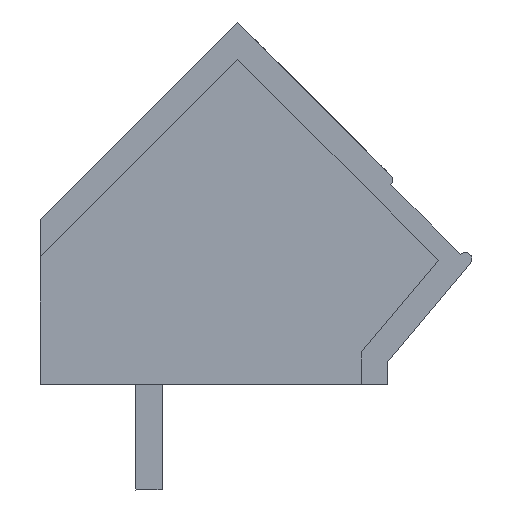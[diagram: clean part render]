
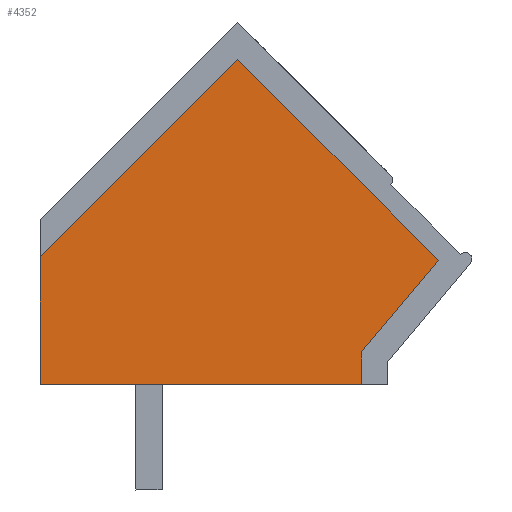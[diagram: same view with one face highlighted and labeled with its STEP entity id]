
A CAD part, left-side view. The second image highlights one B-rep face of the part: STEP entity #4352.
In plain terms, the highlighted planar face has unit normal (-1, 0, 0).
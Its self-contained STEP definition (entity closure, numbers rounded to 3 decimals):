
#4342=AXIS2_PLACEMENT_3D('Plane Axis2P3D',#4339,#4340,#4341) ;
#538=CARTESIAN_POINT('Vertex',(0.3,3.346,3.2)) ;
#541=CARTESIAN_POINT('Line Origine',(0.3,8.223,3.2)) ;
#545=CARTESIAN_POINT('Vertex',(0.3,13.1,3.2)) ;
#2102=CARTESIAN_POINT('Line Origine',(0.3,13.1,5.139)) ;
#2106=CARTESIAN_POINT('Vertex',(0.3,13.1,7.078)) ;
#2184=CARTESIAN_POINT('Line Origine',(0.3,10.105,10.073)) ;
#2188=CARTESIAN_POINT('Vertex',(0.3,7.11,13.069)) ;
#2209=CARTESIAN_POINT('Line Origine',(0.3,4.061,10.02)) ;
#2213=CARTESIAN_POINT('Vertex',(0.3,1.013,6.972)) ;
#2234=CARTESIAN_POINT('Line Origine',(0.3,2.18,5.582)) ;
#2238=CARTESIAN_POINT('Vertex',(0.3,3.346,4.191)) ;
#2259=CARTESIAN_POINT('Line Origine',(0.3,3.346,3.696)) ;
#4339=CARTESIAN_POINT('Axis2P3D Location',(0.3,4.168,11.258)) ;
#542=DIRECTION('Vector Direction',(0.,-1.,0.)) ;
#2103=DIRECTION('Vector Direction',(0.,0.,-1.)) ;
#2185=DIRECTION('Vector Direction',(0.,-0.707,0.707)) ;
#2210=DIRECTION('Vector Direction',(0.,-0.707,-0.707)) ;
#2235=DIRECTION('Vector Direction',(0.,0.643,-0.766)) ;
#2260=DIRECTION('Vector Direction',(0.,0.,-1.)) ;
#4340=DIRECTION('Axis2P3D Direction',(-1.,-0.,0.)) ;
#4341=DIRECTION('Axis2P3D XDirection',(0.,-0.707,-0.707)) ;
#543=VECTOR('Line Direction',#542,1.) ;
#2104=VECTOR('Line Direction',#2103,1.) ;
#2186=VECTOR('Line Direction',#2185,1.) ;
#2211=VECTOR('Line Direction',#2210,1.) ;
#2236=VECTOR('Line Direction',#2235,1.) ;
#2261=VECTOR('Line Direction',#2260,1.) ;
#4345=ORIENTED_EDGE('',*,*,#2190,.F.) ;
#4346=ORIENTED_EDGE('',*,*,#2108,.T.) ;
#4347=ORIENTED_EDGE('',*,*,#547,.T.) ;
#4348=ORIENTED_EDGE('',*,*,#2263,.F.) ;
#4349=ORIENTED_EDGE('',*,*,#2240,.F.) ;
#4350=ORIENTED_EDGE('',*,*,#2215,.F.) ;
#4352=ADVANCED_FACE('HOUSING',(#4351),#4343,.T.) ;
#547=EDGE_CURVE('',#546,#539,#544,.T.) ;
#2108=EDGE_CURVE('',#2107,#546,#2105,.T.) ;
#2190=EDGE_CURVE('',#2107,#2189,#2187,.T.) ;
#2215=EDGE_CURVE('',#2189,#2214,#2212,.T.) ;
#2240=EDGE_CURVE('',#2214,#2239,#2237,.T.) ;
#2263=EDGE_CURVE('',#2239,#539,#2262,.T.) ;
#4344=EDGE_LOOP('',(#4345,#4346,#4347,#4348,#4349,#4350)) ;
#4351=FACE_OUTER_BOUND('',#4344,.T.) ;
#544=LINE('Line',#541,#543) ;
#2105=LINE('Line',#2102,#2104) ;
#2187=LINE('Line',#2184,#2186) ;
#2212=LINE('Line',#2209,#2211) ;
#2237=LINE('Line',#2234,#2236) ;
#2262=LINE('Line',#2259,#2261) ;
#4343=PLANE('',#4342) ;
#539=VERTEX_POINT('',#538) ;
#546=VERTEX_POINT('',#545) ;
#2107=VERTEX_POINT('',#2106) ;
#2189=VERTEX_POINT('',#2188) ;
#2214=VERTEX_POINT('',#2213) ;
#2239=VERTEX_POINT('',#2238) ;
